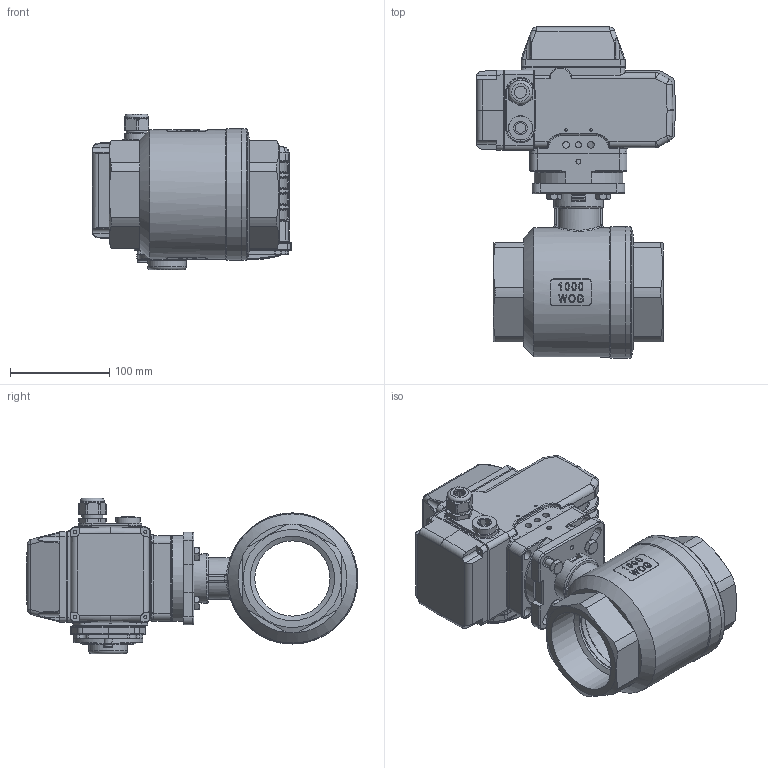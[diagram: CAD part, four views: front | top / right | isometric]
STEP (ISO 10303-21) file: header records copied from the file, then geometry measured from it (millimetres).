
FILE_DESCRIPTION(/* description */ ('Unknown'),/* implementation_level */ '2;1');
FILE_NAME(/* name */ 'AE09_109652-11',/* time_stamp */ '2022-07-05T11:04:50+02:00',/* author */ ('Unknown'),/* organization */ ('Unknown'),/* preprocessor_version */ 'ST-DEVELOPER v16.7',/* originating_system */ 'Solid Edge',/* authorisation */ 'Unknown');
FILE_SCHEMA (('AUTOMOTIVE_DESIGN {1 0 10303 214 3 1 1}'));
Products named in the file (61): AE09_109652-11; 9652-11; DN80-T; DN80-FZ; DN80-ZT; DN80-FG; DN80-O; DN80-TL; DN80-YT; DN80-DD; DN80-FGM; DN80-FS; DN80-G; DN80-M; AE09_AE10_(AE100_103); 癹弇羲壽; 萇蚾裔蝶菜; S倰眊极蜊婖2016-5-25; NQ10-034 梓僅啣; 盄坶1; 癹弇羲壽_0; 秶郘裔蝶菜2015蜊輛; S倰薊粣ん; 癹弇羲壽_1; NQ10-035 噩え; S型驱动盖20190829; NQ10-033 硌渀; 盄坶2; 癹弇羲壽_2; 萇蚾裔; S型电动执行机构直装平视20190830; S倰眊极蜊婖2016-5-25_0; 驱动盖组件; S型驱动盖20190829_0; 驱动盖胶垫; 萇蚾窒璃; 癹弇羲壽_3; 癹弇羲壽笢潔輸; NQ10-034 梓僅啣_0; NQ10-033 硌渀_0 ...
Assembly tree (68 placements, depth 5):
  AE09_109652-11
    9652-11
      DN80-T
      DN80-FZ  x2
      DN80-ZT
      DN80-FG
      DN80-O
      DN80-TL
      DN80-YT
      DN80-DD  x2
      DN80-FGM
      DN80-FS
      DN80-G
      DN80-M
    AE09_AE10_(AE100_103)
      癹弇羲壽
      萇蚾裔蝶菜
      S倰眊极蜊婖2016-5-25
      NQ10-034 梓僅啣
      盄坶1
      癹弇羲壽_0
      秶郘裔蝶菜2015蜊輛
      S倰薊粣ん
      癹弇羲壽_1
      NQ10-035 噩え
      S型驱动盖20190829
      NQ10-033 硌渀
      盄坶2
      癹弇羲壽_2
      萇蚾裔
      S型电动执行机构直装平视20190830
        S倰眊极蜊婖2016-5-25_0
        驱动盖组件
          S型驱动盖20190829_0
          驱动盖胶垫
        萇蚾窒璃
          癹弇羲壽_3  x4
          癹弇羲壽笢潔輸
        NQ10-034 梓僅啣_0
        NQ10-033 硌渀_0
        秶郘裔郪璃
          S倰秶郘裔 蜊
          秶郘裔蝶菜2015蜊輛_0
        萇蚾裔窒璃
          萇蚾裔_0
          萇蚾裔蝶菜_0
          NQ10-035 噩え_0
        NQ10-037 忒雄紱釬諳裔
        盄坶
          盄坶1_0
          盄坶2_0
        盄黑
        S倰薊粣ん_0
        假蚾啣
      假蚾啣_0
      癹弇羲壽笢潔輸_0
      NQ10-037 忒雄紱釬諳裔_0
      驱动盖胶垫_0
      S倰秶郘裔 蜊_0
      盄黑_0
Bounding box: 201 x 335.25 x 157 mm (x, y, z)
Volume: 2316648.9 mm3; surface area: 548422.5 mm2
Topology: 47 solids, 47 shells, 3008 faces, 7823 edges, 4990 vertices
Faces by surface type: plane 1401, cylinder 976, bspline 305, torus 208, cone 77, sphere 41
Full cylindrical faces by diameter (mm): 2.5 x7, 3 x8, 3.2 x12, 3.3 x15, 3.5 x1, 4.2 x7, 4.5 x8, 4.8 x14, 5 x14, 5.5 x6, 6 x2, 6.5 x4, 6.8 x10, 8 x5, 10 x4, 12.3 x1, 13 x4, 13.2 x1, 13.5 x1, 13.8 x1, 14 x1, 15 x1, 18.3 x1, 18.7 x1, 19 x2, 19.16 x1, 20 x1, 21 x3, 22 x3, 22.1 x1
Entity records: 109756 total; most frequent: CARTESIAN_POINT 45955, ORIENTED_EDGE 12994, DIRECTION 12489, EDGE_CURVE 6497, AXIS2_PLACEMENT_3D 4520, VERTEX_POINT 4322, LINE 3449, VECTOR 3449
